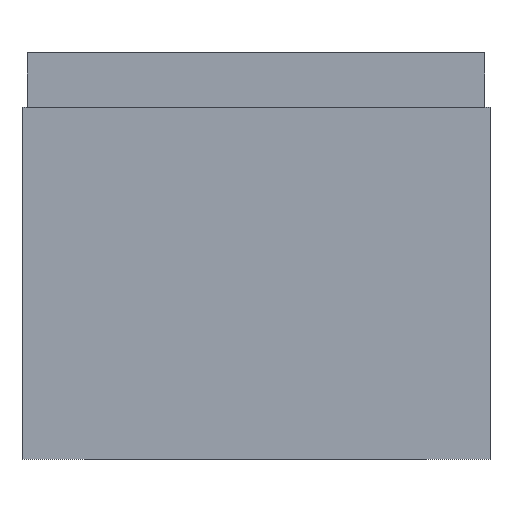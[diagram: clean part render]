
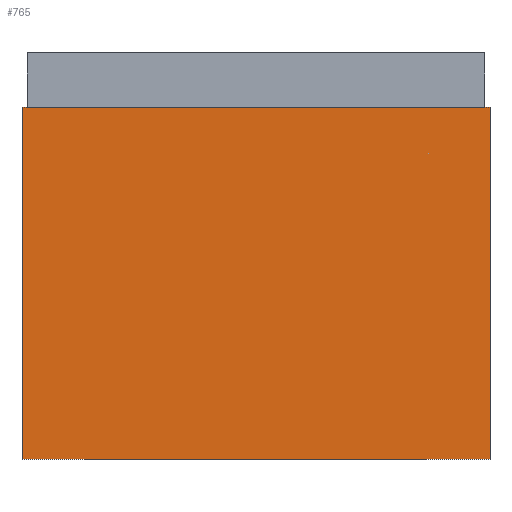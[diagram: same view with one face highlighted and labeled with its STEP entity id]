
A CAD part, front view. The second image highlights one B-rep face of the part: STEP entity #765.
In plain terms, the highlighted planar face has unit normal (0, -1, 0).
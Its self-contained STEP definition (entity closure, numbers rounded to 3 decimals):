
#114=DIRECTION('',(0.,0.,-1.));
#115=VECTOR('',#114,9.7);
#116=CARTESIAN_POINT('',(6.45,-16.7,9.7));
#117=LINE('',#116,#115);
#142=DIRECTION('',(0.,0.,-1.));
#143=VECTOR('',#142,9.7);
#144=CARTESIAN_POINT('',(-6.45,-16.7,9.7));
#145=LINE('',#144,#143);
#146=DIRECTION('',(-1.,0.,0.));
#147=VECTOR('',#146,12.9);
#148=CARTESIAN_POINT('',(6.45,-16.7,9.7));
#149=LINE('',#148,#147);
#246=DIRECTION('',(-1.,0.,0.));
#247=VECTOR('',#246,12.9);
#248=CARTESIAN_POINT('',(6.45,-16.7,0.));
#249=LINE('',#248,#247);
#450=CARTESIAN_POINT('',(-6.45,-16.7,9.7));
#452=VERTEX_POINT('',#450);
#456=CARTESIAN_POINT('',(6.45,-16.7,9.7));
#457=VERTEX_POINT('',#456);
#468=CARTESIAN_POINT('',(-6.45,-16.7,0.));
#469=VERTEX_POINT('',#468);
#470=CARTESIAN_POINT('',(6.45,-16.7,0.));
#471=VERTEX_POINT('',#470);
#752=CARTESIAN_POINT('',(0.,-16.7,4.85));
#753=DIRECTION('',(0.,1.,0.));
#754=DIRECTION('',(0.,0.,1.));
#755=AXIS2_PLACEMENT_3D('',#752,#753,#754);
#756=PLANE('',#755);
#757=ORIENTED_EDGE('',*,*,#657,.F.);
#759=ORIENTED_EDGE('',*,*,#758,.F.);
#760=ORIENTED_EDGE('',*,*,#718,.T.);
#762=ORIENTED_EDGE('',*,*,#761,.T.);
#763=EDGE_LOOP('',(#757,#759,#760,#762));
#764=FACE_OUTER_BOUND('',#763,.F.);
#765=ADVANCED_FACE('',(#764),#756,.F.);
#657=EDGE_CURVE('',#452,#469,#145,.T.);
#718=EDGE_CURVE('',#457,#471,#117,.T.);
#758=EDGE_CURVE('',#457,#452,#149,.T.);
#761=EDGE_CURVE('',#471,#469,#249,.T.);
